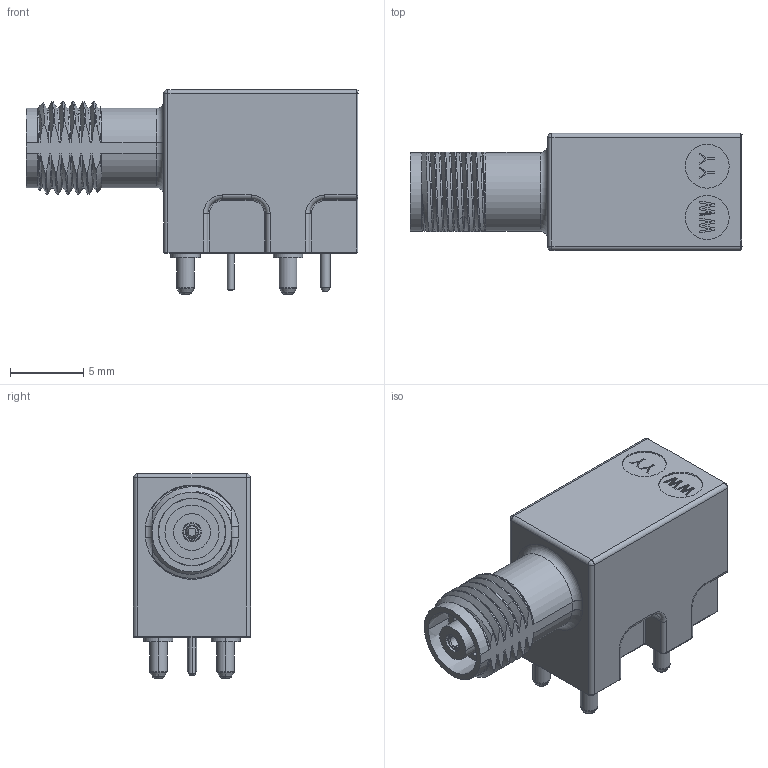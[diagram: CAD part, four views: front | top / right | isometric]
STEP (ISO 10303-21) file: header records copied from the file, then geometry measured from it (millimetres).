
FILE_DESCRIPTION((''),'2;1');
FILE_NAME('901-10416_SW0001','2016-03-04T',('Anand'),(''),'PRO/ENGINEER BY PARAMETRIC TECHNOLOGY CORPORATION, 2014440','PRO/ENGINEER BY PARAMETRIC TECHNOLOGY CORPORATION, 2014440','');
FILE_SCHEMA(('CONFIG_CONTROL_DESIGN'));
Length unit declared in the file: millimetre
Products named in the file (1): 901-10416_SW0001
Bounding box: 22.68 x 8 x 14 mm (x, y, z)
Surface area: 1325.5 mm2 (no closed solid volume)
Topology: 0 solids, 22 shells, 373 faces, 1065 edges, 709 vertices
Faces by surface type: cylinder 111, plane 95, cone 65, bspline 55, torus 41, extrusion 4, sphere 2
Entity records: 21827 total; most frequent: CARTESIAN_POINT 12543, ORIENTED_EDGE 1863, DIRECTION 1842, EDGE_CURVE 1060, VERTEX_POINT 709, AXIS2_PLACEMENT_3D 694, VECTOR 454, LINE 450
